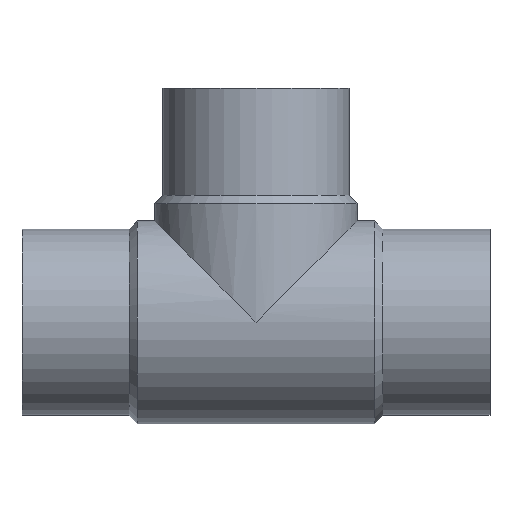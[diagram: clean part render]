
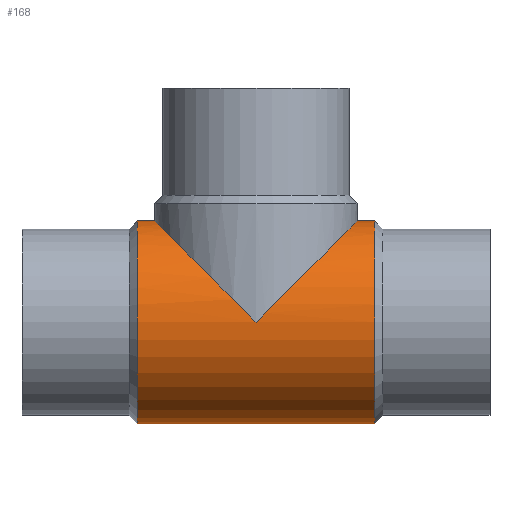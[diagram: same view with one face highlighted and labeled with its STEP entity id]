
A CAD part, top view. The second image highlights one B-rep face of the part: STEP entity #168.
In plain terms, the highlighted cylindrical face has radius 152.7 mm (diameter 305.4 mm), a partial arc.
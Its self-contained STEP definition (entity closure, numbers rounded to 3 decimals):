
#160 = EDGE_CURVE( '', #286, #172, #404, .T. );
#164 = EDGE_CURVE( '', #314, #286, #408, .T. );
#168 = ADVANCED_FACE( '', ( #412 ), #413, .T. );
#172 = VERTEX_POINT( '', #417 );
#224 = VERTEX_POINT( '', #478 );
#228 = EDGE_CURVE( '', #306, #232, #482, .T. );
#232 = VERTEX_POINT( '', #486 );
#260 = VERTEX_POINT( '', #519 );
#274 = EDGE_CURVE( '', #232, #260, #534, .T. );
#286 = VERTEX_POINT( '', #548 );
#298 = EDGE_CURVE( '', #260, #314, #563, .T. );
#306 = VERTEX_POINT( '', #571 );
#314 = VERTEX_POINT( '', #579 );
#320 = EDGE_CURVE( '', #306, #224, #587, .T. );
#324 = EDGE_CURVE( '', #172, #224, #591, .T. );
#404 = ELLIPSE( '', #667, 215.95, 152.7 );
#408 = ELLIPSE( '', #673, 215.95, 152.7 );
#412 = FACE_OUTER_BOUND( '', #678, .T. );
#413 = CYLINDRICAL_SURFACE( '', #679, 152.7 );
#417 = CARTESIAN_POINT( '', ( -504.7, 152.7, 0. ) );
#478 = CARTESIAN_POINT( '', ( -530.3, 152.7, 0. ) );
#482 = LINE( '', #768, #769 );
#486 = CARTESIAN_POINT( '', ( -173.7, -152.7, 0. ) );
#519 = CARTESIAN_POINT( '', ( -173.7, 152.7, 0. ) );
#534 = CIRCLE( '', #836, 152.7 );
#548 = CARTESIAN_POINT( '', ( -352., 0., 152.7 ) );
#563 = LINE( '', #872, #873 );
#571 = CARTESIAN_POINT( '', ( -530.3, -152.7, 0. ) );
#579 = CARTESIAN_POINT( '', ( -199.3, 152.7, 0. ) );
#587 = CIRCLE( '', #904, 152.7 );
#591 = LINE( '', #911, #912 );
#667 = AXIS2_PLACEMENT_3D( '', #1008, #1009, #1010 );
#673 = AXIS2_PLACEMENT_3D( '', #1014, #1015, #1016 );
#678 = EDGE_LOOP( '', ( #1021, #1022, #1023, #1024, #1025, #1026, #1027 ) );
#679 = AXIS2_PLACEMENT_3D( '', #1028, #1029, #1030 );
#768 = CARTESIAN_POINT( '', ( -352., -152.7, 0. ) );
#769 = VECTOR( '', #1115, 1. );
#836 = AXIS2_PLACEMENT_3D( '', #1188, #1189, #1190 );
#872 = CARTESIAN_POINT( '', ( -352., 152.7, 0. ) );
#873 = VECTOR( '', #1232, 1. );
#904 = AXIS2_PLACEMENT_3D( '', #1254, #1255, #1256 );
#911 = CARTESIAN_POINT( '', ( -352., 152.7, 0. ) );
#912 = VECTOR( '', #1258, 1. );
#1008 = CARTESIAN_POINT( '', ( -352., 0., 0. ) );
#1009 = DIRECTION( '', ( -0.707, -0.707, 0. ) );
#1010 = DIRECTION( '', ( 0.707, -0.707, 0. ) );
#1014 = CARTESIAN_POINT( '', ( -352., 0., 0. ) );
#1015 = DIRECTION( '', ( 0.707, -0.707, 0. ) );
#1016 = DIRECTION( '', ( 0.707, 0.707, 0. ) );
#1021 = ORIENTED_EDGE( '', *, *, #298, .T. );
#1022 = ORIENTED_EDGE( '', *, *, #164, .T. );
#1023 = ORIENTED_EDGE( '', *, *, #160, .T. );
#1024 = ORIENTED_EDGE( '', *, *, #324, .T. );
#1025 = ORIENTED_EDGE( '', *, *, #320, .F. );
#1026 = ORIENTED_EDGE( '', *, *, #228, .T. );
#1027 = ORIENTED_EDGE( '', *, *, #274, .T. );
#1028 = CARTESIAN_POINT( '', ( -352., 0., 0. ) );
#1029 = DIRECTION( '', ( 1., 0., 0. ) );
#1030 = DIRECTION( '', ( 0., 1., 0. ) );
#1115 = DIRECTION( '', ( 1., 0., 0. ) );
#1188 = CARTESIAN_POINT( '', ( -173.7, 0., 0. ) );
#1189 = DIRECTION( '', ( -1., 0., 0. ) );
#1190 = DIRECTION( '', ( 0., 1., 0. ) );
#1232 = DIRECTION( '', ( -1., 0., 0. ) );
#1254 = CARTESIAN_POINT( '', ( -530.3, 0., 0. ) );
#1255 = DIRECTION( '', ( -1., 0., 0. ) );
#1256 = DIRECTION( '', ( 0., 1., 0. ) );
#1258 = DIRECTION( '', ( -1., 0., 0. ) );
